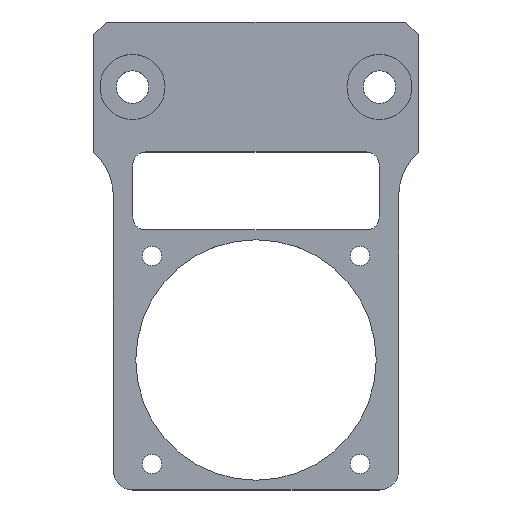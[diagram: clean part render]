
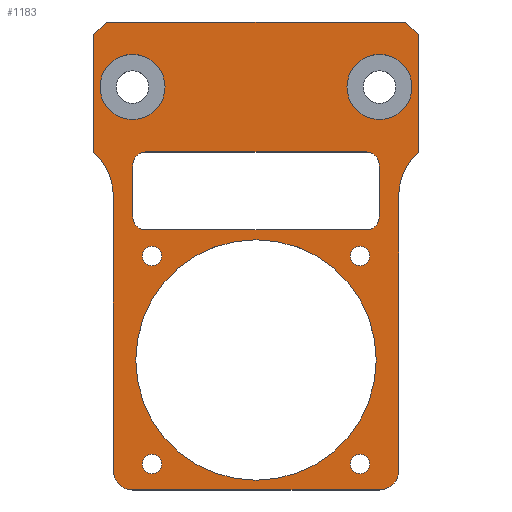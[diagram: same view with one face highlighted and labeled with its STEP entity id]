
A CAD part, top view. The second image highlights one B-rep face of the part: STEP entity #1183.
In plain terms, the highlighted planar face has unit normal (0, 0, 1).
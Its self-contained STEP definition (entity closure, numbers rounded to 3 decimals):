
#39=FACE_BOUND('',#134,.T.);
#40=FACE_BOUND('',#135,.T.);
#41=FACE_BOUND('',#136,.T.);
#42=FACE_BOUND('',#137,.T.);
#43=FACE_BOUND('',#138,.T.);
#44=FACE_BOUND('',#139,.T.);
#45=FACE_BOUND('',#140,.T.);
#46=FACE_BOUND('',#141,.T.);
#62=FACE_OUTER_BOUND('',#133,.T.);
#133=EDGE_LOOP('',(#850,#851,#852,#853,#854,#855,#856,#857,#858,#859,#860,
#861));
#134=EDGE_LOOP('',(#862));
#135=EDGE_LOOP('',(#863));
#136=EDGE_LOOP('',(#864));
#137=EDGE_LOOP('',(#865));
#138=EDGE_LOOP('',(#866));
#139=EDGE_LOOP('',(#867,#868,#869,#870,#871,#872,#873,#874));
#140=EDGE_LOOP('',(#875));
#141=EDGE_LOOP('',(#876));
#221=CIRCLE('',#1270,3.);
#222=CIRCLE('',#1273,3.);
#223=CIRCLE('',#1275,9.);
#224=CIRCLE('',#1276,9.);
#225=CIRCLE('',#1277,1.5);
#226=CIRCLE('',#1278,1.5);
#227=CIRCLE('',#1279,18.5);
#228=CIRCLE('',#1280,1.5);
#229=CIRCLE('',#1281,1.5);
#230=CIRCLE('',#1282,2.);
#231=CIRCLE('',#1283,2.);
#232=CIRCLE('',#1284,2.);
#233=CIRCLE('',#1285,2.);
#234=CIRCLE('',#1286,5.);
#235=CIRCLE('',#1287,5.);
#283=LINE('',#1791,#414);
#287=LINE('',#1800,#418);
#289=LINE('',#1807,#420);
#290=LINE('',#1811,#421);
#291=LINE('',#1813,#422);
#292=LINE('',#1815,#423);
#293=LINE('',#1817,#424);
#294=LINE('',#1819,#425);
#295=LINE('',#1833,#426);
#296=LINE('',#1837,#427);
#297=LINE('',#1841,#428);
#298=LINE('',#1845,#429);
#414=VECTOR('',#1419,10.);
#418=VECTOR('',#1429,10.);
#420=VECTOR('',#1437,10.);
#421=VECTOR('',#1440,10.);
#422=VECTOR('',#1441,10.);
#423=VECTOR('',#1442,10.);
#424=VECTOR('',#1443,10.);
#425=VECTOR('',#1444,10.);
#426=VECTOR('',#1457,10.);
#427=VECTOR('',#1460,10.);
#428=VECTOR('',#1463,10.);
#429=VECTOR('',#1466,10.);
#553=VERTEX_POINT('',#1788);
#554=VERTEX_POINT('',#1790);
#555=VERTEX_POINT('',#1794);
#556=VERTEX_POINT('',#1798);
#557=VERTEX_POINT('',#1802);
#558=VERTEX_POINT('',#1806);
#559=VERTEX_POINT('',#1808);
#560=VERTEX_POINT('',#1810);
#561=VERTEX_POINT('',#1812);
#562=VERTEX_POINT('',#1814);
#563=VERTEX_POINT('',#1816);
#564=VERTEX_POINT('',#1818);
#565=VERTEX_POINT('',#1821);
#566=VERTEX_POINT('',#1823);
#567=VERTEX_POINT('',#1825);
#568=VERTEX_POINT('',#1827);
#569=VERTEX_POINT('',#1829);
#570=VERTEX_POINT('',#1831);
#571=VERTEX_POINT('',#1832);
#572=VERTEX_POINT('',#1834);
#573=VERTEX_POINT('',#1836);
#574=VERTEX_POINT('',#1838);
#575=VERTEX_POINT('',#1840);
#576=VERTEX_POINT('',#1842);
#577=VERTEX_POINT('',#1844);
#578=VERTEX_POINT('',#1847);
#579=VERTEX_POINT('',#1849);
#666=EDGE_CURVE('',#553,#554,#283,.T.);
#669=EDGE_CURVE('',#555,#553,#221,.T.);
#671=EDGE_CURVE('',#555,#556,#287,.T.);
#673=EDGE_CURVE('',#557,#556,#222,.T.);
#674=EDGE_CURVE('',#557,#558,#289,.T.);
#675=EDGE_CURVE('',#558,#559,#223,.F.);
#676=EDGE_CURVE('',#560,#559,#290,.T.);
#677=EDGE_CURVE('',#561,#560,#291,.T.);
#678=EDGE_CURVE('',#562,#561,#292,.T.);
#679=EDGE_CURVE('',#563,#562,#293,.T.);
#680=EDGE_CURVE('',#564,#563,#294,.T.);
#681=EDGE_CURVE('',#564,#554,#224,.F.);
#682=EDGE_CURVE('',#565,#565,#225,.T.);
#683=EDGE_CURVE('',#566,#566,#226,.T.);
#684=EDGE_CURVE('',#567,#567,#227,.T.);
#685=EDGE_CURVE('',#568,#568,#228,.T.);
#686=EDGE_CURVE('',#569,#569,#229,.T.);
#687=EDGE_CURVE('',#570,#571,#295,.T.);
#688=EDGE_CURVE('',#572,#571,#230,.T.);
#689=EDGE_CURVE('',#573,#572,#296,.T.);
#690=EDGE_CURVE('',#574,#573,#231,.T.);
#691=EDGE_CURVE('',#575,#574,#297,.T.);
#692=EDGE_CURVE('',#576,#575,#232,.T.);
#693=EDGE_CURVE('',#576,#577,#298,.T.);
#694=EDGE_CURVE('',#570,#577,#233,.T.);
#695=EDGE_CURVE('',#578,#578,#234,.T.);
#696=EDGE_CURVE('',#579,#579,#235,.T.);
#850=ORIENTED_EDGE('',*,*,#666,.F.);
#851=ORIENTED_EDGE('',*,*,#669,.F.);
#852=ORIENTED_EDGE('',*,*,#671,.T.);
#853=ORIENTED_EDGE('',*,*,#673,.F.);
#854=ORIENTED_EDGE('',*,*,#674,.T.);
#855=ORIENTED_EDGE('',*,*,#675,.T.);
#856=ORIENTED_EDGE('',*,*,#676,.F.);
#857=ORIENTED_EDGE('',*,*,#677,.F.);
#858=ORIENTED_EDGE('',*,*,#678,.F.);
#859=ORIENTED_EDGE('',*,*,#679,.F.);
#860=ORIENTED_EDGE('',*,*,#680,.F.);
#861=ORIENTED_EDGE('',*,*,#681,.T.);
#862=ORIENTED_EDGE('',*,*,#682,.T.);
#863=ORIENTED_EDGE('',*,*,#683,.T.);
#864=ORIENTED_EDGE('',*,*,#684,.T.);
#865=ORIENTED_EDGE('',*,*,#685,.T.);
#866=ORIENTED_EDGE('',*,*,#686,.T.);
#867=ORIENTED_EDGE('',*,*,#687,.T.);
#868=ORIENTED_EDGE('',*,*,#688,.F.);
#869=ORIENTED_EDGE('',*,*,#689,.F.);
#870=ORIENTED_EDGE('',*,*,#690,.F.);
#871=ORIENTED_EDGE('',*,*,#691,.F.);
#872=ORIENTED_EDGE('',*,*,#692,.F.);
#873=ORIENTED_EDGE('',*,*,#693,.T.);
#874=ORIENTED_EDGE('',*,*,#694,.F.);
#875=ORIENTED_EDGE('',*,*,#695,.T.);
#876=ORIENTED_EDGE('',*,*,#696,.T.);
#1134=PLANE('',#1274);
#1183=ADVANCED_FACE('',(#62,#39,#40,#41,#42,#43,#44,#45,#46),#1134,.T.);
#1270=AXIS2_PLACEMENT_3D('',#1796,#1424,#1425);
#1273=AXIS2_PLACEMENT_3D('',#1804,#1433,#1434);
#1274=AXIS2_PLACEMENT_3D('',#1805,#1435,#1436);
#1275=AXIS2_PLACEMENT_3D('',#1809,#1438,#1439);
#1276=AXIS2_PLACEMENT_3D('',#1820,#1445,#1446);
#1277=AXIS2_PLACEMENT_3D('',#1822,#1447,#1448);
#1278=AXIS2_PLACEMENT_3D('',#1824,#1449,#1450);
#1279=AXIS2_PLACEMENT_3D('',#1826,#1451,#1452);
#1280=AXIS2_PLACEMENT_3D('',#1828,#1453,#1454);
#1281=AXIS2_PLACEMENT_3D('',#1830,#1455,#1456);
#1282=AXIS2_PLACEMENT_3D('',#1835,#1458,#1459);
#1283=AXIS2_PLACEMENT_3D('',#1839,#1461,#1462);
#1284=AXIS2_PLACEMENT_3D('',#1843,#1464,#1465);
#1285=AXIS2_PLACEMENT_3D('',#1846,#1467,#1468);
#1286=AXIS2_PLACEMENT_3D('',#1848,#1469,#1470);
#1287=AXIS2_PLACEMENT_3D('',#1850,#1471,#1472);
#1419=DIRECTION('',(0.,1.,0.));
#1424=DIRECTION('center_axis',(0.,0.,-1.));
#1425=DIRECTION('ref_axis',(-0.731,-0.683,0.));
#1429=DIRECTION('',(1.,0.,0.));
#1433=DIRECTION('center_axis',(0.,0.,-1.));
#1434=DIRECTION('ref_axis',(0.707,-0.707,0.));
#1435=DIRECTION('center_axis',(0.,0.,1.));
#1436=DIRECTION('ref_axis',(1.,0.,0.));
#1437=DIRECTION('',(0.,1.,0.));
#1438=DIRECTION('center_axis',(0.,0.,1.));
#1439=DIRECTION('ref_axis',(-0.661,0.75,0.));
#1440=DIRECTION('',(0.,-1.,0.));
#1441=DIRECTION('',(0.707,-0.707,0.));
#1442=DIRECTION('',(1.,0.,0.));
#1443=DIRECTION('',(0.707,0.707,0.));
#1444=DIRECTION('',(0.,1.,0.));
#1445=DIRECTION('center_axis',(0.,0.,1.));
#1446=DIRECTION('ref_axis',(0.661,0.75,0.));
#1447=DIRECTION('center_axis',(0.,0.,-1.));
#1448=DIRECTION('ref_axis',(1.,0.,0.));
#1449=DIRECTION('center_axis',(0.,0.,-1.));
#1450=DIRECTION('ref_axis',(1.,0.,0.));
#1451=DIRECTION('center_axis',(0.,0.,-1.));
#1452=DIRECTION('ref_axis',(1.,0.,0.));
#1453=DIRECTION('center_axis',(0.,0.,-1.));
#1454=DIRECTION('ref_axis',(1.,0.,0.));
#1455=DIRECTION('center_axis',(0.,0.,-1.));
#1456=DIRECTION('ref_axis',(1.,0.,0.));
#1457=DIRECTION('',(0.,1.,0.));
#1458=DIRECTION('center_axis',(0.,0.,1.));
#1459=DIRECTION('ref_axis',(-0.707,0.707,0.));
#1460=DIRECTION('',(-1.,0.,0.));
#1461=DIRECTION('center_axis',(0.,0.,1.));
#1462=DIRECTION('ref_axis',(0.707,0.707,0.));
#1463=DIRECTION('',(0.,1.,0.));
#1464=DIRECTION('center_axis',(0.,0.,1.));
#1465=DIRECTION('ref_axis',(0.707,-0.707,0.));
#1466=DIRECTION('',(-1.,0.,0.));
#1467=DIRECTION('center_axis',(0.,0.,1.));
#1468=DIRECTION('ref_axis',(-0.707,-0.707,0.));
#1469=DIRECTION('center_axis',(0.,0.,-1.));
#1470=DIRECTION('ref_axis',(-1.,0.,0.));
#1471=DIRECTION('center_axis',(0.,0.,-1.));
#1472=DIRECTION('ref_axis',(-1.,0.,0.));
#1788=CARTESIAN_POINT('',(53.05,174.351,0.));
#1790=CARTESIAN_POINT('',(53.05,216.247,0.));
#1791=CARTESIAN_POINT('',(53.05,153.95,0.));
#1794=CARTESIAN_POINT('',(56.029,171.,0.));
#1796=CARTESIAN_POINT('Origin',(56.029,174.,0.));
#1798=CARTESIAN_POINT('',(93.95,171.,0.));
#1800=CARTESIAN_POINT('',(57.,171.,0.));
#1802=CARTESIAN_POINT('',(96.95,174.,0.));
#1804=CARTESIAN_POINT('Origin',(93.95,174.,0.));
#1805=CARTESIAN_POINT('Origin',(75.,195.975,0.));
#1806=CARTESIAN_POINT('',(96.95,216.247,0.));
#1807=CARTESIAN_POINT('',(96.95,153.95,0.));
#1808=CARTESIAN_POINT('',(100.,223.,0.));
#1809=CARTESIAN_POINT('Origin',(105.95,216.247,0.));
#1810=CARTESIAN_POINT('',(100.,241.,0.));
#1811=CARTESIAN_POINT('',(100.,243.,0.));
#1812=CARTESIAN_POINT('',(98.,243.,0.));
#1813=CARTESIAN_POINT('',(104.506,236.494,0.));
#1814=CARTESIAN_POINT('',(52.,243.,0.));
#1815=CARTESIAN_POINT('',(50.,243.,0.));
#1816=CARTESIAN_POINT('',(50.,241.,0.));
#1817=CARTESIAN_POINT('',(45.494,236.494,0.));
#1818=CARTESIAN_POINT('',(50.,223.,0.));
#1819=CARTESIAN_POINT('',(50.,223.,0.));
#1820=CARTESIAN_POINT('Origin',(44.05,216.247,0.));
#1821=CARTESIAN_POINT('',(57.5,175.,0.));
#1822=CARTESIAN_POINT('Origin',(59.,175.,0.));
#1823=CARTESIAN_POINT('',(57.5,207.,0.));
#1824=CARTESIAN_POINT('Origin',(59.,207.,0.));
#1825=CARTESIAN_POINT('',(56.5,191.,0.));
#1826=CARTESIAN_POINT('Origin',(75.,191.,0.));
#1827=CARTESIAN_POINT('',(89.5,175.,0.));
#1828=CARTESIAN_POINT('Origin',(91.,175.,0.));
#1829=CARTESIAN_POINT('',(89.5,207.,0.));
#1830=CARTESIAN_POINT('Origin',(91.,207.,0.));
#1831=CARTESIAN_POINT('',(56.05,213.,0.));
#1832=CARTESIAN_POINT('',(56.05,221.,0.));
#1833=CARTESIAN_POINT('',(56.05,153.95,0.));
#1834=CARTESIAN_POINT('',(58.05,223.,0.));
#1835=CARTESIAN_POINT('Origin',(58.05,221.,0.));
#1836=CARTESIAN_POINT('',(91.95,223.,0.));
#1837=CARTESIAN_POINT('',(100.,223.,0.));
#1838=CARTESIAN_POINT('',(93.95,221.,0.));
#1839=CARTESIAN_POINT('Origin',(91.95,221.,0.));
#1840=CARTESIAN_POINT('',(93.95,213.,0.));
#1841=CARTESIAN_POINT('',(93.95,153.95,0.));
#1842=CARTESIAN_POINT('',(91.95,211.,0.));
#1843=CARTESIAN_POINT('Origin',(91.95,213.,0.));
#1844=CARTESIAN_POINT('',(58.05,211.,0.));
#1845=CARTESIAN_POINT('',(55.349,211.,0.));
#1846=CARTESIAN_POINT('Origin',(58.05,213.,0.));
#1847=CARTESIAN_POINT('',(61.,233.,0.));
#1848=CARTESIAN_POINT('Origin',(56.,233.,0.));
#1849=CARTESIAN_POINT('',(99.,233.,0.));
#1850=CARTESIAN_POINT('Origin',(94.,233.,0.));
